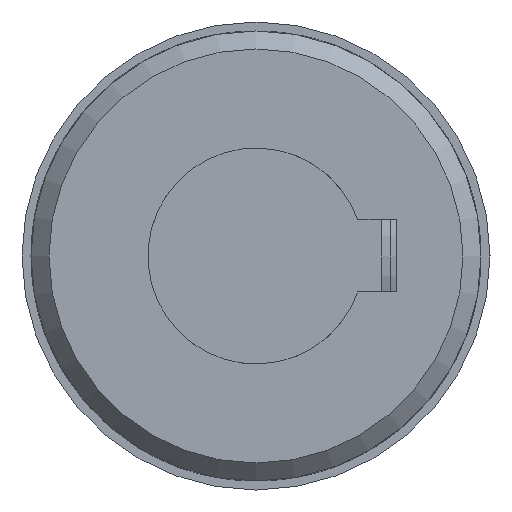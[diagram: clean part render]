
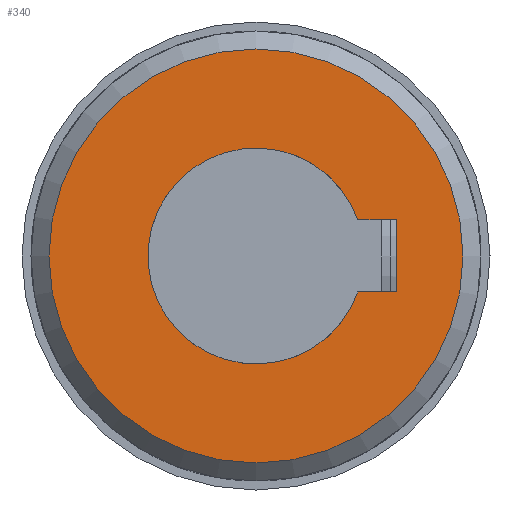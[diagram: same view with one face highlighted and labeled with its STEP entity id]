
A CAD part, left-side view. The second image highlights one B-rep face of the part: STEP entity #340.
In plain terms, the highlighted planar face has unit normal (-1, 0, 0).
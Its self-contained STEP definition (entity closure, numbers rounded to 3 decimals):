
#340 = ADVANCED_FACE( '', ( #767, #768 ), #769, .T. );
#767 = FACE_BOUND( '', #1349, .T. );
#768 = FACE_OUTER_BOUND( '', #1350, .T. );
#769 = PLANE( '', #1351 );
#1349 = EDGE_LOOP( '', ( #2014, #2015, #2016, #2017 ) );
#1350 = EDGE_LOOP( '', ( #2018 ) );
#1351 = AXIS2_PLACEMENT_3D( '', #2019, #2020, #2021 );
#2014 = ORIENTED_EDGE( '', *, *, #3458, .T. );
#2015 = ORIENTED_EDGE( '', *, *, #3459, .T. );
#2016 = ORIENTED_EDGE( '', *, *, #3460, .T. );
#2017 = ORIENTED_EDGE( '', *, *, #3461, .T. );
#2018 = ORIENTED_EDGE( '', *, *, #3462, .F. );
#2019 = CARTESIAN_POINT( '', ( 0., 11.5, 0. ) );
#2020 = DIRECTION( '', ( -1., 0., 0. ) );
#2021 = DIRECTION( '', ( 0., 0., 1. ) );
#3458 = EDGE_CURVE( '', #4113, #4114, #4115, .T. );
#3459 = EDGE_CURVE( '', #4114, #4116, #4117, .T. );
#3460 = EDGE_CURVE( '', #4116, #4118, #4119, .T. );
#3461 = EDGE_CURVE( '', #4118, #4113, #4120, .T. );
#3462 = EDGE_CURVE( '', #4121, #4121, #4122, .T. );
#4113 = VERTEX_POINT( '', #5050 );
#4114 = VERTEX_POINT( '', #5051 );
#4115 = LINE( '', #5052, #5053 );
#4116 = VERTEX_POINT( '', #5054 );
#4117 = CIRCLE( '', #5055, 6. );
#4118 = VERTEX_POINT( '', #5056 );
#4119 = LINE( '', #5057, #5058 );
#4120 = LINE( '', #5059, #5060 );
#4121 = VERTEX_POINT( '', #5061 );
#4122 = CIRCLE( '', #5062, 11.5 );
#5050 = CARTESIAN_POINT( '', ( 0., 2., -7.8 ) );
#5051 = CARTESIAN_POINT( '', ( 0., 2., -5.657 ) );
#5052 = CARTESIAN_POINT( '', ( 0., 2., -7.8 ) );
#5053 = VECTOR( '', #6968, 1000. );
#5054 = CARTESIAN_POINT( '', ( 0., -2., -5.657 ) );
#5055 = AXIS2_PLACEMENT_3D( '', #6969, #6970, #6971 );
#5056 = CARTESIAN_POINT( '', ( 0., -2., -7.8 ) );
#5057 = CARTESIAN_POINT( '', ( 0., -2., 0. ) );
#5058 = VECTOR( '', #6972, 1000. );
#5059 = CARTESIAN_POINT( '', ( 0., -2., -7.8 ) );
#5060 = VECTOR( '', #6973, 1000. );
#5061 = CARTESIAN_POINT( '', ( 0., 0., -11.5 ) );
#5062 = AXIS2_PLACEMENT_3D( '', #6974, #6975, #6976 );
#6968 = DIRECTION( '', ( 0., 0., 1. ) );
#6969 = CARTESIAN_POINT( '', ( 0., 0., 0. ) );
#6970 = DIRECTION( '', ( 1., 0., 0. ) );
#6971 = DIRECTION( '', ( 0., 0., -1. ) );
#6972 = DIRECTION( '', ( 0., 0., -1. ) );
#6973 = DIRECTION( '', ( 0., 1., 0. ) );
#6974 = CARTESIAN_POINT( '', ( 0., 0., 0. ) );
#6975 = DIRECTION( '', ( 1., 0., 0. ) );
#6976 = DIRECTION( '', ( 0., 0., -1. ) );
